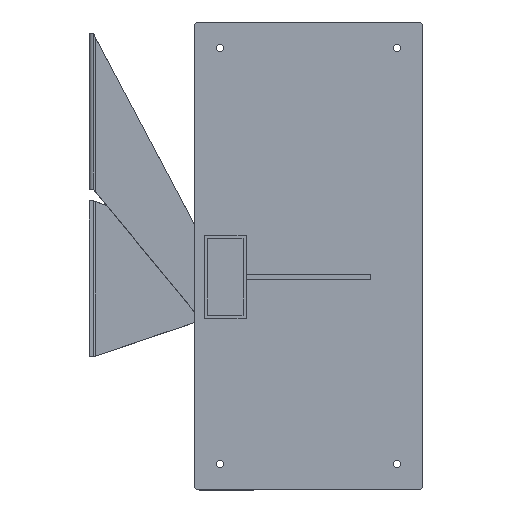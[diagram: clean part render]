
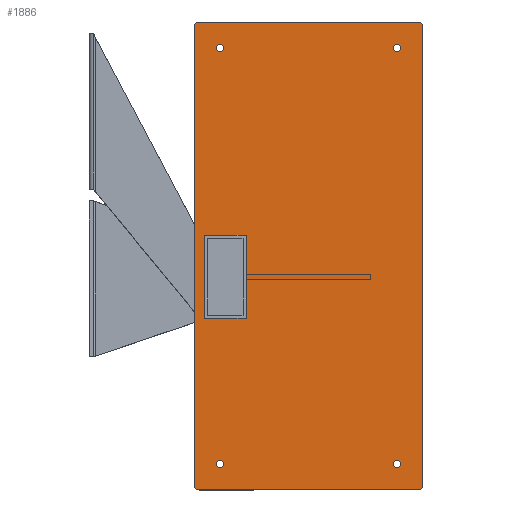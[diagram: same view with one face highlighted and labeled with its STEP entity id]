
A CAD part, top view. The second image highlights one B-rep face of the part: STEP entity #1886.
In plain terms, the highlighted planar face has unit normal (0, 0, 1).
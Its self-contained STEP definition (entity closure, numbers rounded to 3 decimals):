
#51 = DIRECTION ( 'NONE',  ( 0., 0., 1. ) ) ;
#52 = AXIS2_PLACEMENT_3D ( 'NONE', #269, #278, #1848 ) ;
#58 = CIRCLE ( 'NONE', #1514, 5. ) ;
#92 = DIRECTION ( 'NONE',  ( 1., 0., 0. ) ) ;
#117 = ORIENTED_EDGE ( 'NONE', *, *, #779, .F. ) ;
#122 = EDGE_CURVE ( 'NONE', #1827, #1409, #1338, .T. ) ;
#157 = FACE_BOUND ( 'NONE', #1545, .T. ) ;
#172 = EDGE_LOOP ( 'NONE', ( #2747 ) ) ;
#179 = LINE ( 'NONE', #2452, #1837 ) ;
#194 = CARTESIAN_POINT ( 'NONE',  ( -30., 240., 622. ) ) ;
#199 = CIRCLE ( 'NONE', #52, 3.5 ) ;
#215 = CARTESIAN_POINT ( 'NONE',  ( 190., 240., 622. ) ) ;
#218 = DIRECTION ( 'NONE',  ( 0., 1., 0. ) ) ;
#235 = CARTESIAN_POINT ( 'NONE',  ( 165., 220., 622. ) ) ;
#239 = CARTESIAN_POINT ( 'NONE',  ( 20., 40., 622. ) ) ;
#249 = FACE_BOUND ( 'NONE', #172, .T. ) ;
#268 = VERTEX_POINT ( 'NONE', #1564 ) ;
#269 = CARTESIAN_POINT ( 'NONE',  ( -5., -180., 622. ) ) ;
#271 = VERTEX_POINT ( 'NONE', #2072 ) ;
#277 = DIRECTION ( 'NONE',  ( 1., 0., 0. ) ) ;
#278 = DIRECTION ( 'NONE',  ( 0., 0., 1. ) ) ;
#286 = EDGE_CURVE ( 'NONE', #351, #2622, #566, .T. ) ;
#295 = EDGE_LOOP ( 'NONE', ( #117 ) ) ;
#300 = ORIENTED_EDGE ( 'NONE', *, *, #122, .T. ) ;
#314 = CARTESIAN_POINT ( 'NONE',  ( 168.5, -180., 622. ) ) ;
#316 = CARTESIAN_POINT ( 'NONE',  ( -1.5, -180., 622. ) ) ;
#346 = ORIENTED_EDGE ( 'NONE', *, *, #1592, .T. ) ;
#351 = VERTEX_POINT ( 'NONE', #1188 ) ;
#379 = CARTESIAN_POINT ( 'NONE',  ( 190., -200., 622. ) ) ;
#396 = DIRECTION ( 'NONE',  ( 0., -1., 0. ) ) ;
#408 = EDGE_CURVE ( 'NONE', #1118, #1594, #978, .T. ) ;
#433 = EDGE_CURVE ( 'NONE', #1469, #1230, #526, .T. ) ;
#435 = ORIENTED_EDGE ( 'NONE', *, *, #1745, .F. ) ;
#440 = CARTESIAN_POINT ( 'NONE',  ( -30., 240., 622. ) ) ;
#442 = DIRECTION ( 'NONE',  ( -1., 0., 0. ) ) ;
#464 = CARTESIAN_POINT ( 'NONE',  ( -25., 240., 622. ) ) ;
#482 = DIRECTION ( 'NONE',  ( -1., 0., 0. ) ) ;
#486 = ORIENTED_EDGE ( 'NONE', *, *, #2410, .T. ) ;
#490 = LINE ( 'NONE', #1431, #1858 ) ;
#526 = LINE ( 'NONE', #440, #2503 ) ;
#531 = CARTESIAN_POINT ( 'NONE',  ( -25., -205., 622. ) ) ;
#566 = CIRCLE ( 'NONE', #2182, 5. ) ;
#581 = DIRECTION ( 'NONE',  ( 1., 0., 0. ) ) ;
#588 = EDGE_CURVE ( 'NONE', #2724, #2724, #1385, .T. ) ;
#606 = AXIS2_PLACEMENT_3D ( 'NONE', #1926, #2533, #2667 ) ;
#622 = FACE_BOUND ( 'NONE', #2608, .T. ) ;
#626 = EDGE_LOOP ( 'NONE', ( #669 ) ) ;
#665 = PLANE ( 'NONE',  #2585 ) ;
#669 = ORIENTED_EDGE ( 'NONE', *, *, #798, .F. ) ;
#677 = VERTEX_POINT ( 'NONE', #1572 ) ;
#717 = AXIS2_PLACEMENT_3D ( 'NONE', #1729, #2093, #2073 ) ;
#728 = CARTESIAN_POINT ( 'NONE',  ( -20., 40., 622. ) ) ;
#775 = DIRECTION ( 'NONE',  ( 0., 0., 1. ) ) ;
#779 = EDGE_CURVE ( 'NONE', #677, #677, #2541, .T. ) ;
#797 = AXIS2_PLACEMENT_3D ( 'NONE', #464, #1010, #1058 ) ;
#798 = EDGE_CURVE ( 'NONE', #2326, #2326, #199, .T. ) ;
#823 = VECTOR ( 'NONE', #1561, 1000. ) ;
#849 = EDGE_CURVE ( 'NONE', #1413, #351, #1131, .T. ) ;
#858 = ORIENTED_EDGE ( 'NONE', *, *, #1396, .T. ) ;
#861 = DIRECTION ( 'NONE',  ( 0., 0., 1. ) ) ;
#906 = ORIENTED_EDGE ( 'NONE', *, *, #2329, .T. ) ;
#945 = DIRECTION ( 'NONE',  ( -1., 0., 0. ) ) ;
#951 = EDGE_CURVE ( 'NONE', #268, #2429, #179, .T. ) ;
#953 = DIRECTION ( 'NONE',  ( 1., 0., 0. ) ) ;
#978 = LINE ( 'NONE', #1683, #2312 ) ;
#1010 = DIRECTION ( 'NONE',  ( 0., 0., 1. ) ) ;
#1011 = CARTESIAN_POINT ( 'NONE',  ( -30., -200., 622. ) ) ;
#1058 = DIRECTION ( 'NONE',  ( -1., 0., 0. ) ) ;
#1118 = VERTEX_POINT ( 'NONE', #2644 ) ;
#1131 = LINE ( 'NONE', #2678, #1748 ) ;
#1188 = CARTESIAN_POINT ( 'NONE',  ( 185., -205., 622. ) ) ;
#1198 = LINE ( 'NONE', #1878, #2180 ) ;
#1202 = CIRCLE ( 'NONE', #797, 5. ) ;
#1230 = VERTEX_POINT ( 'NONE', #1011 ) ;
#1338 = LINE ( 'NONE', #2765, #823 ) ;
#1366 = CARTESIAN_POINT ( 'NONE',  ( 20., -40., 622. ) ) ;
#1373 = FACE_BOUND ( 'NONE', #626, .T. ) ;
#1385 = CIRCLE ( 'NONE', #717, 3.5 ) ;
#1396 = EDGE_CURVE ( 'NONE', #2257, #268, #58, .T. ) ;
#1409 = VERTEX_POINT ( 'NONE', #1366 ) ;
#1413 = VERTEX_POINT ( 'NONE', #531 ) ;
#1431 = CARTESIAN_POINT ( 'NONE',  ( 190., 240., 622. ) ) ;
#1442 = DIRECTION ( 'NONE',  ( -1., 0., 0. ) ) ;
#1469 = VERTEX_POINT ( 'NONE', #194 ) ;
#1514 = AXIS2_PLACEMENT_3D ( 'NONE', #2462, #51, #2378 ) ;
#1545 = EDGE_LOOP ( 'NONE', ( #435 ) ) ;
#1549 = FACE_OUTER_BOUND ( 'NONE', #2659, .T. ) ;
#1553 = ORIENTED_EDGE ( 'NONE', *, *, #2375, .T. ) ;
#1561 = DIRECTION ( 'NONE',  ( 0., -1., 0. ) ) ;
#1564 = CARTESIAN_POINT ( 'NONE',  ( 185., 245., 622. ) ) ;
#1572 = CARTESIAN_POINT ( 'NONE',  ( -1.5, 220., 622. ) ) ;
#1592 = EDGE_CURVE ( 'NONE', #2429, #1469, #1202, .T. ) ;
#1594 = VERTEX_POINT ( 'NONE', #728 ) ;
#1597 = CIRCLE ( 'NONE', #606, 5. ) ;
#1608 = CARTESIAN_POINT ( 'NONE',  ( 185., -200., 622. ) ) ;
#1642 = DIRECTION ( 'NONE',  ( 0., 0., -1. ) ) ;
#1683 = CARTESIAN_POINT ( 'NONE',  ( -20., 40., 622. ) ) ;
#1692 = ORIENTED_EDGE ( 'NONE', *, *, #2281, .T. ) ;
#1729 = CARTESIAN_POINT ( 'NONE',  ( 165., -180., 622. ) ) ;
#1745 = EDGE_CURVE ( 'NONE', #271, #271, #1757, .T. ) ;
#1748 = VECTOR ( 'NONE', #953, 1000. ) ;
#1757 = CIRCLE ( 'NONE', #2696, 3.5 ) ;
#1786 = FACE_BOUND ( 'NONE', #295, .T. ) ;
#1827 = VERTEX_POINT ( 'NONE', #239 ) ;
#1836 = LINE ( 'NONE', #2397, #2261 ) ;
#1837 = VECTOR ( 'NONE', #1442, 1000. ) ;
#1848 = DIRECTION ( 'NONE',  ( 1., 0., 0. ) ) ;
#1858 = VECTOR ( 'NONE', #218, 1000. ) ;
#1878 = CARTESIAN_POINT ( 'NONE',  ( -20., -40., 622. ) ) ;
#1886 = ADVANCED_FACE ( 'NONE', ( #1786, #249, #622, #1549, #1373, #157 ), #665, .F. ) ;
#1926 = CARTESIAN_POINT ( 'NONE',  ( -25., -200., 622. ) ) ;
#2028 = CARTESIAN_POINT ( 'NONE',  ( -5., 220., 622. ) ) ;
#2050 = DIRECTION ( 'NONE',  ( 0., 1., 0. ) ) ;
#2067 = AXIS2_PLACEMENT_3D ( 'NONE', #2028, #775, #277 ) ;
#2072 = CARTESIAN_POINT ( 'NONE',  ( 168.5, 220., 622. ) ) ;
#2073 = DIRECTION ( 'NONE',  ( 1., 0., 0. ) ) ;
#2093 = DIRECTION ( 'NONE',  ( 0., 0., 1. ) ) ;
#2150 = ORIENTED_EDGE ( 'NONE', *, *, #849, .T. ) ;
#2180 = VECTOR ( 'NONE', #945, 1000. ) ;
#2182 = AXIS2_PLACEMENT_3D ( 'NONE', #1608, #861, #482 ) ;
#2190 = CARTESIAN_POINT ( 'NONE',  ( 185., -200., 622. ) ) ;
#2257 = VERTEX_POINT ( 'NONE', #215 ) ;
#2261 = VECTOR ( 'NONE', #581, 1000. ) ;
#2281 = EDGE_CURVE ( 'NONE', #1409, #1118, #1198, .T. ) ;
#2301 = DIRECTION ( 'NONE',  ( 0., 0., 1. ) ) ;
#2312 = VECTOR ( 'NONE', #2050, 1000. ) ;
#2314 = ORIENTED_EDGE ( 'NONE', *, *, #408, .T. ) ;
#2326 = VERTEX_POINT ( 'NONE', #316 ) ;
#2329 = EDGE_CURVE ( 'NONE', #1594, #1827, #1836, .T. ) ;
#2349 = ORIENTED_EDGE ( 'NONE', *, *, #433, .T. ) ;
#2375 = EDGE_CURVE ( 'NONE', #1230, #1413, #1597, .T. ) ;
#2378 = DIRECTION ( 'NONE',  ( -1., 0., 0. ) ) ;
#2397 = CARTESIAN_POINT ( 'NONE',  ( -20., 40., 622. ) ) ;
#2410 = EDGE_CURVE ( 'NONE', #2622, #2257, #490, .T. ) ;
#2429 = VERTEX_POINT ( 'NONE', #2535 ) ;
#2435 = ORIENTED_EDGE ( 'NONE', *, *, #951, .T. ) ;
#2452 = CARTESIAN_POINT ( 'NONE',  ( -25., 245., 622. ) ) ;
#2462 = CARTESIAN_POINT ( 'NONE',  ( 185., 240., 622. ) ) ;
#2503 = VECTOR ( 'NONE', #396, 1000. ) ;
#2530 = ORIENTED_EDGE ( 'NONE', *, *, #286, .T. ) ;
#2533 = DIRECTION ( 'NONE',  ( 0., 0., 1. ) ) ;
#2535 = CARTESIAN_POINT ( 'NONE',  ( -25., 245., 622. ) ) ;
#2541 = CIRCLE ( 'NONE', #2067, 3.5 ) ;
#2585 = AXIS2_PLACEMENT_3D ( 'NONE', #2190, #1642, #442 ) ;
#2608 = EDGE_LOOP ( 'NONE', ( #2314, #906, #300, #1692 ) ) ;
#2622 = VERTEX_POINT ( 'NONE', #379 ) ;
#2644 = CARTESIAN_POINT ( 'NONE',  ( -20., -40., 622. ) ) ;
#2659 = EDGE_LOOP ( 'NONE', ( #2349, #1553, #2150, #2530, #486, #858, #2435, #346 ) ) ;
#2667 = DIRECTION ( 'NONE',  ( -1., 0., 0. ) ) ;
#2678 = CARTESIAN_POINT ( 'NONE',  ( -25., -205., 622. ) ) ;
#2696 = AXIS2_PLACEMENT_3D ( 'NONE', #235, #2301, #92 ) ;
#2724 = VERTEX_POINT ( 'NONE', #314 ) ;
#2747 = ORIENTED_EDGE ( 'NONE', *, *, #588, .F. ) ;
#2765 = CARTESIAN_POINT ( 'NONE',  ( 20., 40., 622. ) ) ;
